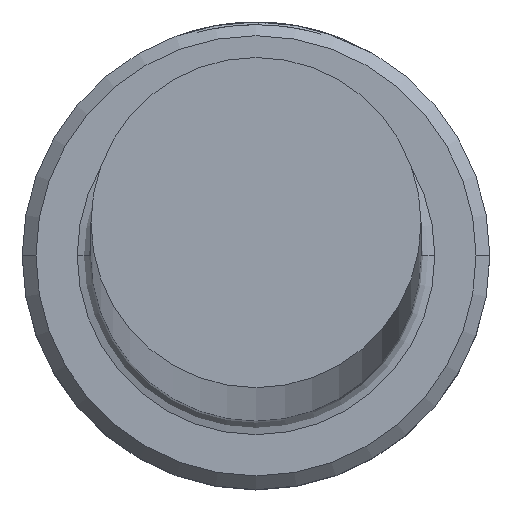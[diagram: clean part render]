
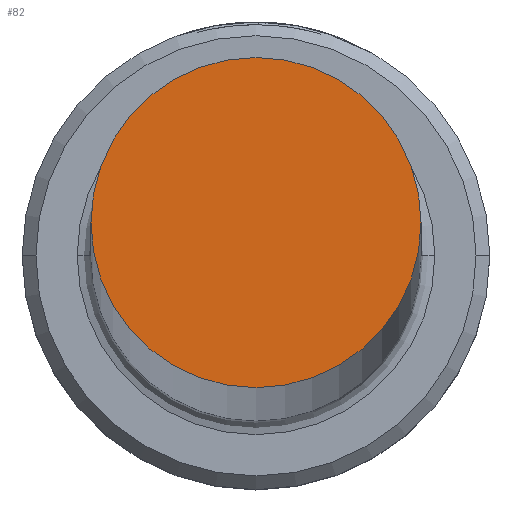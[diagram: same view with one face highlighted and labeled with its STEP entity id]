
A CAD part, top view. The second image highlights one B-rep face of the part: STEP entity #82.
In plain terms, the highlighted planar face has unit normal (0, 0, 1).
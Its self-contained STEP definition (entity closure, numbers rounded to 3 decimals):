
#42 = DIRECTION ( 'NONE',  ( 1., 0., 0. ) ) ;
#56 = ORIENTED_EDGE ( 'NONE', *, *, #963, .T. ) ;
#57 = DIRECTION ( 'NONE',  ( 1., 0., 0. ) ) ;
#76 = VERTEX_POINT ( 'NONE', #698 ) ;
#82 = ADVANCED_FACE ( 'NONE', ( #257 ), #512, .T. ) ;
#89 = CIRCLE ( 'NONE', #889, 6. ) ;
#136 = DIRECTION ( 'NONE',  ( 0., 0., 1. ) ) ;
#140 = CARTESIAN_POINT ( 'NONE',  ( 0., 0., 700. ) ) ;
#235 = ORIENTED_EDGE ( 'NONE', *, *, #975, .T. ) ;
#238 = CARTESIAN_POINT ( 'NONE',  ( -6., 0., 700. ) ) ;
#257 = FACE_OUTER_BOUND ( 'NONE', #876, .T. ) ;
#335 = CARTESIAN_POINT ( 'NONE',  ( 0., 0., 700. ) ) ;
#430 = DIRECTION ( 'NONE',  ( 1., 0., 0. ) ) ;
#454 = VERTEX_POINT ( 'NONE', #238 ) ;
#512 = PLANE ( 'NONE',  #593 ) ;
#593 = AXIS2_PLACEMENT_3D ( 'NONE', #140, #136, #42 ) ;
#620 = DIRECTION ( 'NONE',  ( 0., 0., 1. ) ) ;
#698 = CARTESIAN_POINT ( 'NONE',  ( 6., 0., 700. ) ) ;
#837 = CIRCLE ( 'NONE', #952, 6. ) ;
#876 = EDGE_LOOP ( 'NONE', ( #235, #56 ) ) ;
#889 = AXIS2_PLACEMENT_3D ( 'NONE', #335, #982, #430 ) ;
#952 = AXIS2_PLACEMENT_3D ( 'NONE', #1157, #620, #57 ) ;
#963 = EDGE_CURVE ( 'NONE', #76, #454, #89, .T. ) ;
#975 = EDGE_CURVE ( 'NONE', #454, #76, #837, .T. ) ;
#982 = DIRECTION ( 'NONE',  ( 0., 0., 1. ) ) ;
#1157 = CARTESIAN_POINT ( 'NONE',  ( 0., 0., 700. ) ) ;
